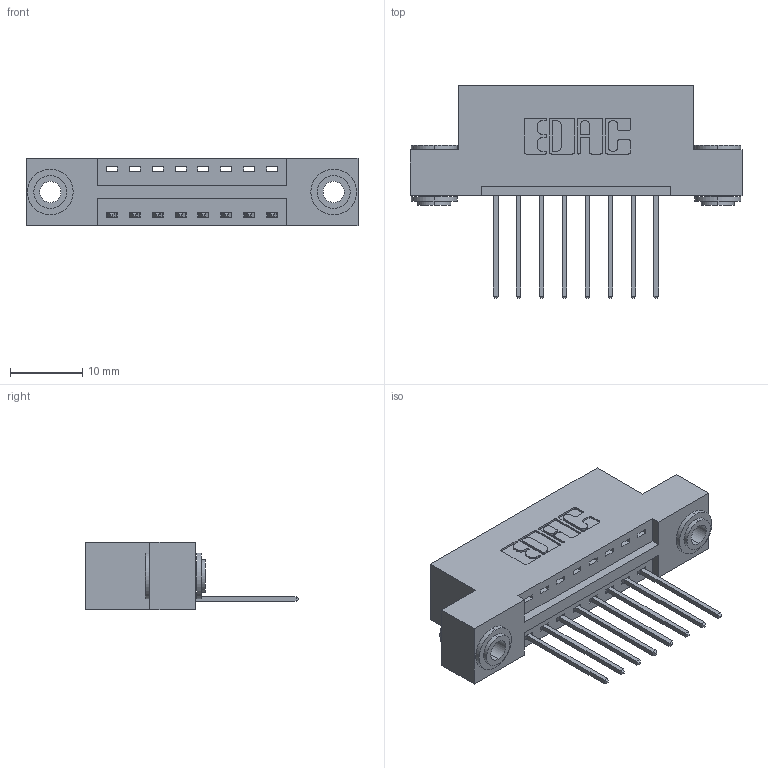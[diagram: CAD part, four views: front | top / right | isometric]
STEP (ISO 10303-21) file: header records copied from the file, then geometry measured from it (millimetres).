
FILE_DESCRIPTION (( 'STEP AP203' ), '1' );
FILE_NAME ('346-008-540-103.STEP', '2022-05-04T21:14:03', ( '' ), ( '' ), 'SwSTEP 2.0', 'SolidWorks 2020', '' );
FILE_SCHEMA (( 'CONFIG_CONTROL_DESIGN' ));
Length unit declared in the file: inch
Products named in the file (4): 345-292-001_345-293-140; 346-008-540-103; 346 Part_Flush Mounting Lugs - 0.156 Dia-TH; 345-250-002_345-250-002-102
Assembly tree (11 placements, depth 2):
  346-008-540-103
    346 Part_Flush Mounting Lugs - 0.156 Dia-TH
    345-292-001_345-293-140  x8
    345-250-002_345-250-002-102  x2
Bounding box: 45.97 x 29.46 x 9.4 mm (x, y, z)
Volume: 4178.6 mm3; surface area: 5186.4 mm2
Topology: 11 solids, 11 shells, 638 faces, 1849 edges, 1218 vertices
Faces by surface type: plane 420, cylinder 210, cone 8
Entity records: 10626 total; most frequent: CARTESIAN_POINT 1813, ORIENTED_EDGE 1746, DIRECTION 1671, EDGE_CURVE 873, VECTOR 685, LINE 685, VERTEX_POINT 578, AXIS2_PLACEMENT_3D 493
